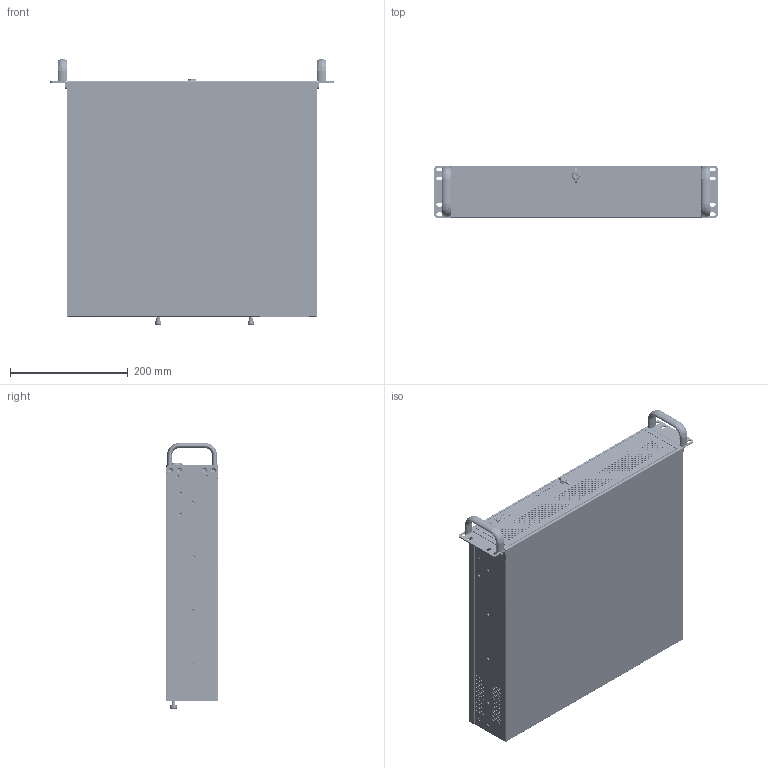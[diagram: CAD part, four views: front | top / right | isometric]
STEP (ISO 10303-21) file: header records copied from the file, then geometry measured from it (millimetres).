
FILE_DESCRIPTION (( 'STEP AP203' ), '1' );
FILE_NAME ('ACP-2020.STEP', '2017-06-28T08:43:06', ( 'itd.mis' ), ( '' ), 'SwSTEP 2.0', 'SolidWorks 2016', '' );
FILE_SCHEMA (( 'CONFIG_CONTROL_DESIGN' ));
Products named in the file (1): ACP-2020
Bounding box: 482 x 88.4 x 452.19 mm (x, y, z)
Volume: 14266080.3 mm3; surface area: 851594.3 mm2
Topology: 7 solids, 12 shells, 3987 faces, 11093 edges, 7295 vertices
Faces by surface type: plane 1918, cylinder 1857, bspline 130, cone 65, torus 16, sphere 1
Entity records: 148358 total; most frequent: CARTESIAN_POINT 41810, ORIENTED_EDGE 22166, DIRECTION 21578, EDGE_CURVE 11083, AXIS2_PLACEMENT_3D 7377, VERTEX_POINT 7295, VECTOR 6824, LINE 6824
